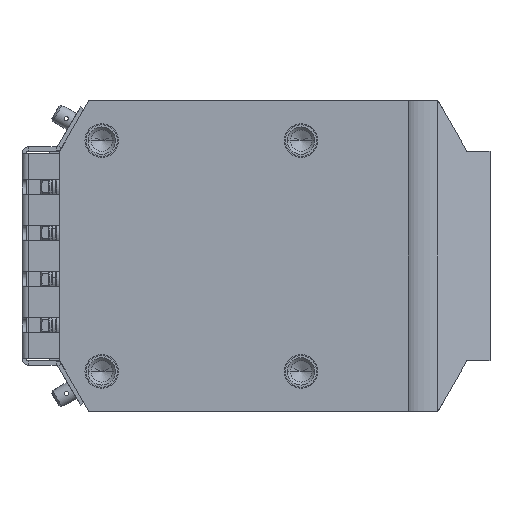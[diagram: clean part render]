
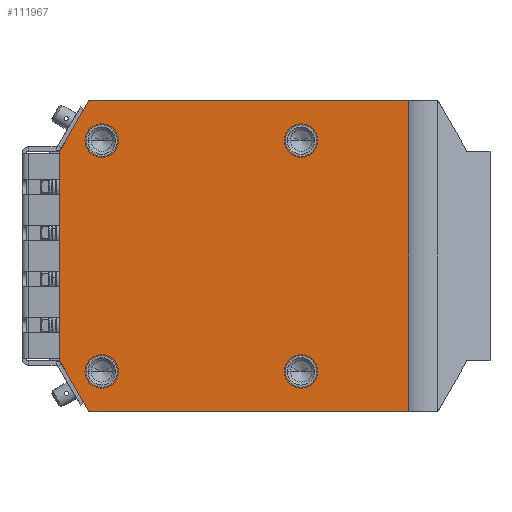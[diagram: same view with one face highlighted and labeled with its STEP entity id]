
A CAD part, front view. The second image highlights one B-rep face of the part: STEP entity #111967.
In plain terms, the highlighted planar face has unit normal (0, -1, 0).
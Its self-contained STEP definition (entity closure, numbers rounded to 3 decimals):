
#341 = LINE ( 'NONE', #110642, #44574 ) ;
#3676 = LINE ( 'NONE', #199010, #214126 ) ;
#6628 = AXIS2_PLACEMENT_3D ( 'NONE', #46107, #162318, #62824 ) ;
#6651 = CARTESIAN_POINT ( 'NONE',  ( -86.145, 0., -74. ) ) ;
#7922 = VERTEX_POINT ( 'NONE', #115835 ) ;
#8575 = DIRECTION ( 'NONE',  ( 0., -1., 0. ) ) ;
#10704 = FACE_BOUND ( 'NONE', #150940, .T. ) ;
#12867 = VERTEX_POINT ( 'NONE', #25632 ) ;
#13202 = CARTESIAN_POINT ( 'NONE',  ( 66., 0., -74. ) ) ;
#13821 = EDGE_CURVE ( 'NONE', #42352, #168876, #67798, .T. ) ;
#18494 = VERTEX_POINT ( 'NONE', #140288 ) ;
#25321 = EDGE_CURVE ( 'NONE', #7922, #168876, #51814, .T. ) ;
#25632 = CARTESIAN_POINT ( 'NONE',  ( 7.5, 0., -55. ) ) ;
#26354 = FACE_BOUND ( 'NONE', #210040, .T. ) ;
#29949 = DIRECTION ( 'NONE',  ( 0., 0., 1. ) ) ;
#30462 = CIRCLE ( 'NONE', #64934, 7.5 ) ;
#31624 = CARTESIAN_POINT ( 'NONE',  ( 22.5, 0., 55. ) ) ;
#33255 = CARTESIAN_POINT ( 'NONE',  ( 15., 0., -55. ) ) ;
#33422 = VERTEX_POINT ( 'NONE', #72485 ) ;
#35651 = DIRECTION ( 'NONE',  ( 0., -1., 0. ) ) ;
#35672 = CARTESIAN_POINT ( 'NONE',  ( 7.5, 0., 55. ) ) ;
#37543 = CARTESIAN_POINT ( 'NONE',  ( -86.145, 0., -74. ) ) ;
#41068 = CARTESIAN_POINT ( 'NONE',  ( -100., 0., 50. ) ) ;
#42352 = VERTEX_POINT ( 'NONE', #142075 ) ;
#44110 = AXIS2_PLACEMENT_3D ( 'NONE', #135118, #35651, #151893 ) ;
#44574 = VECTOR ( 'NONE', #61227, 1000. ) ;
#46107 = CARTESIAN_POINT ( 'NONE',  ( 15., 0., 55. ) ) ;
#50018 = DIRECTION ( 'NONE',  ( 1., 0., 0. ) ) ;
#51225 = CARTESIAN_POINT ( 'NONE',  ( -80., 0., -55. ) ) ;
#51230 = ORIENTED_EDGE ( 'NONE', *, *, #154958, .F. ) ;
#51814 = LINE ( 'NONE', #194687, #134911 ) ;
#52421 = ORIENTED_EDGE ( 'NONE', *, *, #146151, .F. ) ;
#54278 = DIRECTION ( 'NONE',  ( 0.5, 0., -0.866 ) ) ;
#54868 = FACE_BOUND ( 'NONE', #204998, .T. ) ;
#56011 = ORIENTED_EDGE ( 'NONE', *, *, #107815, .F. ) ;
#57426 = EDGE_LOOP ( 'NONE', ( #87615, #99409, #107179, #51230, #174894, #153617 ) ) ;
#58558 = VECTOR ( 'NONE', #29949, 1000. ) ;
#59374 = DIRECTION ( 'NONE',  ( 0., -1., 0. ) ) ;
#61227 = DIRECTION ( 'NONE',  ( -1., 0., 0. ) ) ;
#62824 = DIRECTION ( 'NONE',  ( 1., 0., 0. ) ) ;
#64934 = AXIS2_PLACEMENT_3D ( 'NONE', #108082, #8575, #124684 ) ;
#67798 = LINE ( 'NONE', #37543, #106765 ) ;
#67921 = DIRECTION ( 'NONE',  ( 1., 0., 0. ) ) ;
#71033 = CARTESIAN_POINT ( 'NONE',  ( -100., 0., -50. ) ) ;
#72276 = CARTESIAN_POINT ( 'NONE',  ( -80., 0., 55. ) ) ;
#72365 = CARTESIAN_POINT ( 'NONE',  ( -86.145, 0., 74. ) ) ;
#72485 = CARTESIAN_POINT ( 'NONE',  ( -72.5, 0., 55. ) ) ;
#73327 = CARTESIAN_POINT ( 'NONE',  ( 15., 0., -55. ) ) ;
#79832 = ORIENTED_EDGE ( 'NONE', *, *, #206405, .F. ) ;
#81640 = VERTEX_POINT ( 'NONE', #35672 ) ;
#82214 = CIRCLE ( 'NONE', #115700, 7.5 ) ;
#82850 = CARTESIAN_POINT ( 'NONE',  ( 105., 0., -74. ) ) ;
#83458 = ORIENTED_EDGE ( 'NONE', *, *, #121242, .F. ) ;
#85356 = CIRCLE ( 'NONE', #44110, 7.5 ) ;
#87615 = ORIENTED_EDGE ( 'NONE', *, *, #193834, .T. ) ;
#87739 = DIRECTION ( 'NONE',  ( 0., 0., 1. ) ) ;
#88498 = VERTEX_POINT ( 'NONE', #205464 ) ;
#89010 = DIRECTION ( 'NONE',  ( 1., 0., 0. ) ) ;
#90033 = DIRECTION ( 'NONE',  ( 1., 0., 0. ) ) ;
#93848 = AXIS2_PLACEMENT_3D ( 'NONE', #73327, #189461, #90033 ) ;
#99409 = ORIENTED_EDGE ( 'NONE', *, *, #115437, .T. ) ;
#102132 = CIRCLE ( 'NONE', #168202, 7.5 ) ;
#102678 = LINE ( 'NONE', #13202, #58558 ) ;
#104751 = ORIENTED_EDGE ( 'NONE', *, *, #124739, .F. ) ;
#105925 = AXIS2_PLACEMENT_3D ( 'NONE', #33255, #149497, #50018 ) ;
#106765 = VECTOR ( 'NONE', #54278, 1000. ) ;
#107179 = ORIENTED_EDGE ( 'NONE', *, *, #136393, .T. ) ;
#107815 = EDGE_CURVE ( 'NONE', #188568, #12867, #140218, .T. ) ;
#108082 = CARTESIAN_POINT ( 'NONE',  ( 15., 0., 55. ) ) ;
#110642 = CARTESIAN_POINT ( 'NONE',  ( 105., 0., 74. ) ) ;
#111774 = ORIENTED_EDGE ( 'NONE', *, *, #167141, .F. ) ;
#111967 = ADVANCED_FACE ( 'NONE', ( #54868, #26354, #182127, #10704, #137985 ), #132220, .T. ) ;
#111985 = DIRECTION ( 'NONE',  ( -1., 0., 0. ) ) ;
#115437 = EDGE_CURVE ( 'NONE', #197897, #132252, #341, .T. ) ;
#115700 = AXIS2_PLACEMENT_3D ( 'NONE', #72276, #188433, #89010 ) ;
#115835 = CARTESIAN_POINT ( 'NONE',  ( 66., 0., -74. ) ) ;
#121242 = EDGE_CURVE ( 'NONE', #155009, #18494, #102132, .T. ) ;
#124684 = DIRECTION ( 'NONE',  ( 1., 0., 0. ) ) ;
#124739 = EDGE_CURVE ( 'NONE', #12867, #188568, #136768, .T. ) ;
#129624 = LINE ( 'NONE', #71033, #163439 ) ;
#130586 = CIRCLE ( 'NONE', #166095, 7.5 ) ;
#132220 = PLANE ( 'NONE',  #161048 ) ;
#132252 = VERTEX_POINT ( 'NONE', #72365 ) ;
#133278 = ORIENTED_EDGE ( 'NONE', *, *, #169204, .F. ) ;
#134911 = VECTOR ( 'NONE', #111985, 1000. ) ;
#135118 = CARTESIAN_POINT ( 'NONE',  ( -80., 0., 55. ) ) ;
#136393 = EDGE_CURVE ( 'NONE', #132252, #182425, #3676, .T. ) ;
#136768 = CIRCLE ( 'NONE', #93848, 7.5 ) ;
#137985 = FACE_OUTER_BOUND ( 'NONE', #57426, .T. ) ;
#138517 = EDGE_CURVE ( 'NONE', #88498, #33422, #85356, .T. ) ;
#140218 = CIRCLE ( 'NONE', #105925, 7.5 ) ;
#140288 = CARTESIAN_POINT ( 'NONE',  ( -72.5, 0., -55. ) ) ;
#142075 = CARTESIAN_POINT ( 'NONE',  ( -100., 0., -50. ) ) ;
#146151 = EDGE_CURVE ( 'NONE', #81640, #187936, #198412, .T. ) ;
#147848 = CARTESIAN_POINT ( 'NONE',  ( 66., 0., 74. ) ) ;
#149497 = DIRECTION ( 'NONE',  ( 0., -1., 0. ) ) ;
#150940 = EDGE_LOOP ( 'NONE', ( #79832, #187365 ) ) ;
#151893 = DIRECTION ( 'NONE',  ( 1., 0., 0. ) ) ;
#153617 = ORIENTED_EDGE ( 'NONE', *, *, #25321, .F. ) ;
#154958 = EDGE_CURVE ( 'NONE', #42352, #182425, #129624, .T. ) ;
#155009 = VERTEX_POINT ( 'NONE', #204631 ) ;
#158856 = CARTESIAN_POINT ( 'NONE',  ( -80., 0., -55. ) ) ;
#161048 = AXIS2_PLACEMENT_3D ( 'NONE', #82850, #214329, #199034 ) ;
#162318 = DIRECTION ( 'NONE',  ( 0., -1., 0. ) ) ;
#163439 = VECTOR ( 'NONE', #87739, 1000. ) ;
#166095 = AXIS2_PLACEMENT_3D ( 'NONE', #51225, #167359, #67921 ) ;
#167141 = EDGE_CURVE ( 'NONE', #18494, #155009, #130586, .T. ) ;
#167359 = DIRECTION ( 'NONE',  ( 0., -1., 0. ) ) ;
#168202 = AXIS2_PLACEMENT_3D ( 'NONE', #158856, #59374, #175557 ) ;
#168876 = VERTEX_POINT ( 'NONE', #6651 ) ;
#169204 = EDGE_CURVE ( 'NONE', #187936, #81640, #30462, .T. ) ;
#174894 = ORIENTED_EDGE ( 'NONE', *, *, #13821, .T. ) ;
#175557 = DIRECTION ( 'NONE',  ( 1., 0., 0. ) ) ;
#180228 = EDGE_LOOP ( 'NONE', ( #56011, #104751 ) ) ;
#182127 = FACE_BOUND ( 'NONE', #180228, .T. ) ;
#182425 = VERTEX_POINT ( 'NONE', #41068 ) ;
#187365 = ORIENTED_EDGE ( 'NONE', *, *, #138517, .F. ) ;
#187936 = VERTEX_POINT ( 'NONE', #31624 ) ;
#188433 = DIRECTION ( 'NONE',  ( 0., -1., 0. ) ) ;
#188568 = VERTEX_POINT ( 'NONE', #192033 ) ;
#189461 = DIRECTION ( 'NONE',  ( 0., -1., 0. ) ) ;
#192033 = CARTESIAN_POINT ( 'NONE',  ( 22.5, 0., -55. ) ) ;
#193834 = EDGE_CURVE ( 'NONE', #7922, #197897, #102678, .T. ) ;
#194687 = CARTESIAN_POINT ( 'NONE',  ( 105., 0., -74. ) ) ;
#197897 = VERTEX_POINT ( 'NONE', #147848 ) ;
#198412 = CIRCLE ( 'NONE', #6628, 7.5 ) ;
#199010 = CARTESIAN_POINT ( 'NONE',  ( -86.145, 0., 74. ) ) ;
#199034 = DIRECTION ( 'NONE',  ( 0., 0., -1. ) ) ;
#204631 = CARTESIAN_POINT ( 'NONE',  ( -87.5, 0., -55. ) ) ;
#204998 = EDGE_LOOP ( 'NONE', ( #111774, #83458 ) ) ;
#205464 = CARTESIAN_POINT ( 'NONE',  ( -87.5, 0., 55. ) ) ;
#206405 = EDGE_CURVE ( 'NONE', #33422, #88498, #82214, .T. ) ;
#210040 = EDGE_LOOP ( 'NONE', ( #133278, #52421 ) ) ;
#214126 = VECTOR ( 'NONE', #214975, 1000. ) ;
#214329 = DIRECTION ( 'NONE',  ( 0., -1., 0. ) ) ;
#214975 = DIRECTION ( 'NONE',  ( -0.5, 0., -0.866 ) ) ;
